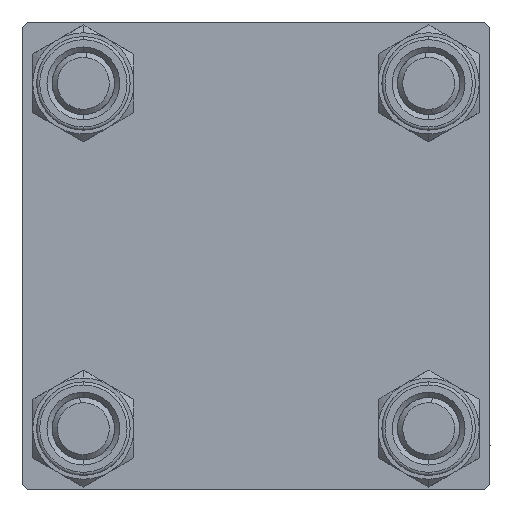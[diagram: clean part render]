
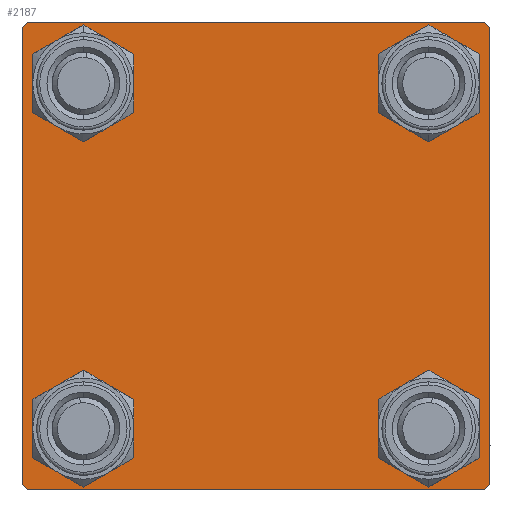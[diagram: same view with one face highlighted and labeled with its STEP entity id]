
A CAD part, left-side view. The second image highlights one B-rep face of the part: STEP entity #2187.
In plain terms, the highlighted planar face has unit normal (-1, 0, 0).
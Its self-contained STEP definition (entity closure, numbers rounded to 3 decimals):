
#499 = ORIENTED_EDGE ( 'NONE', *, *, #5372, .F. ) ;
#641 = VECTOR ( 'NONE', #37356, 1000. ) ;
#845 = ORIENTED_EDGE ( 'NONE', *, *, #38446, .T. ) ;
#1337 = DIRECTION ( 'NONE',  ( 0., 0., 1. ) ) ;
#1683 = AXIS2_PLACEMENT_3D ( 'NONE', #5342, #21154, #36665 ) ;
#2187 = ADVANCED_FACE ( 'NONE', ( #49250, #8948, #8441, #20417, #28044 ), #43577, .T. ) ;
#2618 = CARTESIAN_POINT ( 'NONE',  ( 0., 22., -22.5 ) ) ;
#2641 = CARTESIAN_POINT ( 'NONE',  ( 0., -22.5, 22. ) ) ;
#2814 = VERTEX_POINT ( 'NONE', #21780 ) ;
#3257 = VERTEX_POINT ( 'NONE', #19662 ) ;
#3396 = DIRECTION ( 'NONE',  ( 0., -1., 0. ) ) ;
#3695 = ORIENTED_EDGE ( 'NONE', *, *, #49732, .T. ) ;
#3897 = VERTEX_POINT ( 'NONE', #48687 ) ;
#4631 = ORIENTED_EDGE ( 'NONE', *, *, #39421, .T. ) ;
#4913 = DIRECTION ( 'NONE',  ( 0., 0., 1. ) ) ;
#5147 = CARTESIAN_POINT ( 'NONE',  ( 0., -16.6, -13.1 ) ) ;
#5342 = CARTESIAN_POINT ( 'NONE',  ( 0., -16.6, 16.6 ) ) ;
#5372 = EDGE_CURVE ( 'NONE', #3257, #2814, #7207, .T. ) ;
#5706 = CIRCLE ( 'NONE', #15535, 3.5 ) ;
#5883 = EDGE_CURVE ( 'NONE', #20378, #34449, #18462, .T. ) ;
#6312 = DIRECTION ( 'NONE',  ( 0., 0., 1. ) ) ;
#6426 = EDGE_CURVE ( 'NONE', #28817, #24051, #20946, .T. ) ;
#6658 = AXIS2_PLACEMENT_3D ( 'NONE', #24286, #39799, #4913 ) ;
#6833 = DIRECTION ( 'NONE',  ( 0., -0.707, 0.707 ) ) ;
#6914 = CARTESIAN_POINT ( 'NONE',  ( 0., -16.6, 16.6 ) ) ;
#7207 = LINE ( 'NONE', #49726, #37924 ) ;
#8193 = DIRECTION ( 'NONE',  ( -1., 0., 0. ) ) ;
#8222 = DIRECTION ( 'NONE',  ( 0., 0., 1. ) ) ;
#8410 = EDGE_CURVE ( 'NONE', #34449, #20378, #25821, .T. ) ;
#8441 = FACE_BOUND ( 'NONE', #44113, .T. ) ;
#8948 = FACE_BOUND ( 'NONE', #35791, .T. ) ;
#11044 = EDGE_CURVE ( 'NONE', #18819, #18675, #20236, .T. ) ;
#11256 = DIRECTION ( 'NONE',  ( 1., 0., 0. ) ) ;
#11373 = VECTOR ( 'NONE', #6833, 1000. ) ;
#11491 = VERTEX_POINT ( 'NONE', #13739 ) ;
#12193 = CARTESIAN_POINT ( 'NONE',  ( 0., 22.25, -22.25 ) ) ;
#12973 = CIRCLE ( 'NONE', #37334, 3.5 ) ;
#13739 = CARTESIAN_POINT ( 'NONE',  ( 0., 16.6, 13.1 ) ) ;
#13884 = CARTESIAN_POINT ( 'NONE',  ( 0., 22.5, -22. ) ) ;
#13963 = CARTESIAN_POINT ( 'NONE',  ( 0., 22.5, -22.5 ) ) ;
#14253 = DIRECTION ( 'NONE',  ( 0., 0.707, -0.707 ) ) ;
#14719 = CARTESIAN_POINT ( 'NONE',  ( 0., 16.6, -13.1 ) ) ;
#15535 = AXIS2_PLACEMENT_3D ( 'NONE', #37122, #21615, #6312 ) ;
#16626 = DIRECTION ( 'NONE',  ( 0., 0., -1. ) ) ;
#16863 = EDGE_CURVE ( 'NONE', #3257, #38008, #19319, .T. ) ;
#17096 = CARTESIAN_POINT ( 'NONE',  ( 0., 0., 0. ) ) ;
#18063 = CARTESIAN_POINT ( 'NONE',  ( 0., -22.25, -22.25 ) ) ;
#18066 = CARTESIAN_POINT ( 'NONE',  ( 0., 16.6, -16.6 ) ) ;
#18361 = AXIS2_PLACEMENT_3D ( 'NONE', #17096, #8193, #47888 ) ;
#18462 = CIRCLE ( 'NONE', #39557, 3.5 ) ;
#18535 = LINE ( 'NONE', #13963, #641 ) ;
#18675 = VERTEX_POINT ( 'NONE', #5147 ) ;
#18819 = VERTEX_POINT ( 'NONE', #29335 ) ;
#19319 = LINE ( 'NONE', #37902, #19468 ) ;
#19433 = VERTEX_POINT ( 'NONE', #13884 ) ;
#19468 = VECTOR ( 'NONE', #14253, 1000. ) ;
#19662 = CARTESIAN_POINT ( 'NONE',  ( 0., 22., 22.5 ) ) ;
#19900 = EDGE_CURVE ( 'NONE', #43815, #3897, #28505, .T. ) ;
#20236 = CIRCLE ( 'NONE', #44610, 3.5 ) ;
#20378 = VERTEX_POINT ( 'NONE', #14719 ) ;
#20417 = FACE_BOUND ( 'NONE', #23696, .T. ) ;
#20804 = EDGE_LOOP ( 'NONE', ( #3695, #31081, #40339, #4631, #37687, #36294, #499, #26078 ) ) ;
#20946 = LINE ( 'NONE', #32392, #27390 ) ;
#21154 = DIRECTION ( 'NONE',  ( 1., 0., 0. ) ) ;
#21300 = VERTEX_POINT ( 'NONE', #27419 ) ;
#21615 = DIRECTION ( 'NONE',  ( 1., 0., 0. ) ) ;
#21780 = CARTESIAN_POINT ( 'NONE',  ( 0., -22., 22.5 ) ) ;
#22139 = LINE ( 'NONE', #18063, #11373 ) ;
#23696 = EDGE_LOOP ( 'NONE', ( #33423, #845 ) ) ;
#23836 = DIRECTION ( 'NONE',  ( 0., 0., -1. ) ) ;
#24051 = VERTEX_POINT ( 'NONE', #38194 ) ;
#24286 = CARTESIAN_POINT ( 'NONE',  ( 0., 16.6, 16.6 ) ) ;
#25350 = CIRCLE ( 'NONE', #6658, 3.5 ) ;
#25560 = CARTESIAN_POINT ( 'NONE',  ( 0., 16.6, -16.6 ) ) ;
#25821 = CIRCLE ( 'NONE', #36386, 3.5 ) ;
#26078 = ORIENTED_EDGE ( 'NONE', *, *, #16863, .T. ) ;
#26556 = CARTESIAN_POINT ( 'NONE',  ( 0., -22.25, 22.25 ) ) ;
#26966 = DIRECTION ( 'NONE',  ( 0., -0.707, -0.707 ) ) ;
#27390 = VECTOR ( 'NONE', #16626, 1000. ) ;
#27419 = CARTESIAN_POINT ( 'NONE',  ( 0., 16.6, 20.1 ) ) ;
#28044 = FACE_OUTER_BOUND ( 'NONE', #20804, .T. ) ;
#28505 = CIRCLE ( 'NONE', #1683, 3.5 ) ;
#28817 = VERTEX_POINT ( 'NONE', #2641 ) ;
#29261 = DIRECTION ( 'NONE',  ( 1., 0., 0. ) ) ;
#29335 = CARTESIAN_POINT ( 'NONE',  ( 0., -16.6, -20.1 ) ) ;
#30012 = DIRECTION ( 'NONE',  ( 1., 0., 0. ) ) ;
#31081 = ORIENTED_EDGE ( 'NONE', *, *, #35876, .T. ) ;
#31220 = EDGE_CURVE ( 'NONE', #44764, #36685, #18535, .T. ) ;
#32203 = LINE ( 'NONE', #47240, #38532 ) ;
#32392 = CARTESIAN_POINT ( 'NONE',  ( 0., -22.5, 22.5 ) ) ;
#33423 = ORIENTED_EDGE ( 'NONE', *, *, #44673, .T. ) ;
#33442 = DIRECTION ( 'NONE',  ( 0., 0., 1. ) ) ;
#33821 = ORIENTED_EDGE ( 'NONE', *, *, #5883, .T. ) ;
#34449 = VERTEX_POINT ( 'NONE', #38132 ) ;
#35347 = LINE ( 'NONE', #12193, #39011 ) ;
#35428 = EDGE_CURVE ( 'NONE', #3897, #43815, #12973, .T. ) ;
#35791 = EDGE_LOOP ( 'NONE', ( #36005, #42720 ) ) ;
#35876 = EDGE_CURVE ( 'NONE', #19433, #44764, #35347, .T. ) ;
#36005 = ORIENTED_EDGE ( 'NONE', *, *, #47160, .T. ) ;
#36294 = ORIENTED_EDGE ( 'NONE', *, *, #37840, .T. ) ;
#36386 = AXIS2_PLACEMENT_3D ( 'NONE', #25560, #37003, #33442 ) ;
#36453 = CARTESIAN_POINT ( 'NONE',  ( 0., -16.6, -16.6 ) ) ;
#36665 = DIRECTION ( 'NONE',  ( 0., 0., 1. ) ) ;
#36685 = VERTEX_POINT ( 'NONE', #46573 ) ;
#36874 = ORIENTED_EDGE ( 'NONE', *, *, #19900, .T. ) ;
#37003 = DIRECTION ( 'NONE',  ( 1., 0., 0. ) ) ;
#37122 = CARTESIAN_POINT ( 'NONE',  ( 0., 16.6, 16.6 ) ) ;
#37244 = DIRECTION ( 'NONE',  ( 0., 0.707, 0.707 ) ) ;
#37334 = AXIS2_PLACEMENT_3D ( 'NONE', #6914, #11256, #45871 ) ;
#37356 = DIRECTION ( 'NONE',  ( 0., -1., 0. ) ) ;
#37687 = ORIENTED_EDGE ( 'NONE', *, *, #6426, .F. ) ;
#37840 = EDGE_CURVE ( 'NONE', #28817, #2814, #49460, .T. ) ;
#37902 = CARTESIAN_POINT ( 'NONE',  ( 0., 22.25, 22.25 ) ) ;
#37924 = VECTOR ( 'NONE', #3396, 1000. ) ;
#37946 = ORIENTED_EDGE ( 'NONE', *, *, #35428, .T. ) ;
#38008 = VERTEX_POINT ( 'NONE', #48643 ) ;
#38132 = CARTESIAN_POINT ( 'NONE',  ( 0., 16.6, -20.1 ) ) ;
#38194 = CARTESIAN_POINT ( 'NONE',  ( 0., -22.5, -22. ) ) ;
#38446 = EDGE_CURVE ( 'NONE', #11491, #21300, #5706, .T. ) ;
#38532 = VECTOR ( 'NONE', #23836, 1000. ) ;
#39011 = VECTOR ( 'NONE', #26966, 1000. ) ;
#39421 = EDGE_CURVE ( 'NONE', #36685, #24051, #22139, .T. ) ;
#39557 = AXIS2_PLACEMENT_3D ( 'NONE', #18066, #30012, #45289 ) ;
#39774 = DIRECTION ( 'NONE',  ( 1., 0., 0. ) ) ;
#39799 = DIRECTION ( 'NONE',  ( 1., 0., 0. ) ) ;
#40339 = ORIENTED_EDGE ( 'NONE', *, *, #31220, .T. ) ;
#40844 = ORIENTED_EDGE ( 'NONE', *, *, #8410, .T. ) ;
#42547 = AXIS2_PLACEMENT_3D ( 'NONE', #48842, #29261, #8222 ) ;
#42720 = ORIENTED_EDGE ( 'NONE', *, *, #11044, .T. ) ;
#43346 = CIRCLE ( 'NONE', #42547, 3.5 ) ;
#43577 = PLANE ( 'NONE',  #18361 ) ;
#43593 = EDGE_LOOP ( 'NONE', ( #37946, #36874 ) ) ;
#43815 = VERTEX_POINT ( 'NONE', #47387 ) ;
#43974 = VECTOR ( 'NONE', #37244, 1000. ) ;
#44113 = EDGE_LOOP ( 'NONE', ( #33821, #40844 ) ) ;
#44610 = AXIS2_PLACEMENT_3D ( 'NONE', #36453, #39774, #1337 ) ;
#44673 = EDGE_CURVE ( 'NONE', #21300, #11491, #25350, .T. ) ;
#44764 = VERTEX_POINT ( 'NONE', #2618 ) ;
#45289 = DIRECTION ( 'NONE',  ( 0., 0., 1. ) ) ;
#45871 = DIRECTION ( 'NONE',  ( 0., 0., 1. ) ) ;
#46573 = CARTESIAN_POINT ( 'NONE',  ( 0., -22., -22.5 ) ) ;
#47160 = EDGE_CURVE ( 'NONE', #18675, #18819, #43346, .T. ) ;
#47240 = CARTESIAN_POINT ( 'NONE',  ( 0., 22.5, 22.5 ) ) ;
#47387 = CARTESIAN_POINT ( 'NONE',  ( 0., -16.6, 13.1 ) ) ;
#47888 = DIRECTION ( 'NONE',  ( 0., 0., 1. ) ) ;
#48643 = CARTESIAN_POINT ( 'NONE',  ( 0., 22.5, 22. ) ) ;
#48687 = CARTESIAN_POINT ( 'NONE',  ( 0., -16.6, 20.1 ) ) ;
#48842 = CARTESIAN_POINT ( 'NONE',  ( 0., -16.6, -16.6 ) ) ;
#49250 = FACE_BOUND ( 'NONE', #43593, .T. ) ;
#49460 = LINE ( 'NONE', #26556, #43974 ) ;
#49726 = CARTESIAN_POINT ( 'NONE',  ( 0., 22.5, 22.5 ) ) ;
#49732 = EDGE_CURVE ( 'NONE', #38008, #19433, #32203, .T. ) ;
